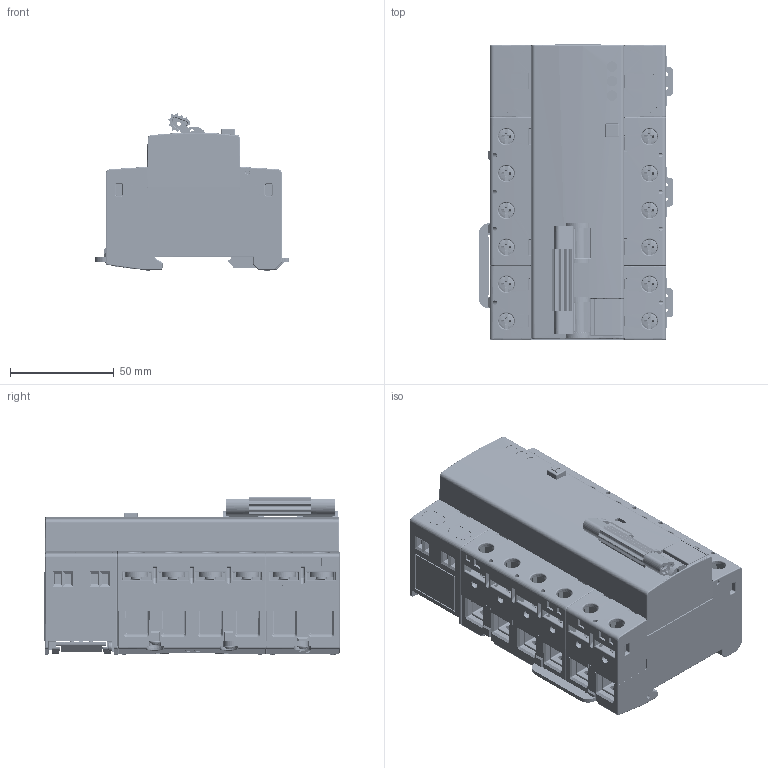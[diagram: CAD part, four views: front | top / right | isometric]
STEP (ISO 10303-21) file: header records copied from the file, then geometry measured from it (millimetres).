
FILE_DESCRIPTION(/* description */ (''),/* implementation_level */ '2;1');
FILE_NAME(/* name */ 'PRCD-M.stp',/* time_stamp */ '2024-01-12T12:13:45+01:00',/* author */ (''),/* organization */ (''),/* preprocessor_version */ 'ST-DEVELOPER v18.1',/* originating_system */ 'SIEMENS PLM Software NX 1961',/* authorisation */ '');
FILE_SCHEMA (('AUTOMOTIVE_DESIGN { 1 0 10303 214 3 1 1 1 }'));
Products named in the file (1): jann31D42B0252c3
Bounding box: 93.82 x 142.4 x 75.96 mm (x, y, z)
Volume: 10660.1 mm3; surface area: 120681 mm2
Topology: 26 solids, 28 shells, 6020 faces, 16502 edges, 10590 vertices
Faces by surface type: plane 3549, cylinder 1523, bspline 476, cone 244, torus 125, sphere 72, extrusion 31
Full cylindrical faces by diameter (mm): 1.8 x3, 2 x8, 2.125 x2, 2.225 x2, 2.5 x3, 2.6 x3, 2.7 x3, 3.8 x8, 4.9 x3, 5 x3, 5.4 x12, 5.5 x3, 11.2 x6
Entity records: 248302 total; most frequent: CARTESIAN_POINT 67350, ORIENTED_EDGE 32402, DIRECTION 29393, EDGE_CURVE 16201, VERTEX_POINT 10497, VECTOR 10291, LINE 10260, AXIS2_PLACEMENT_3D 9551
